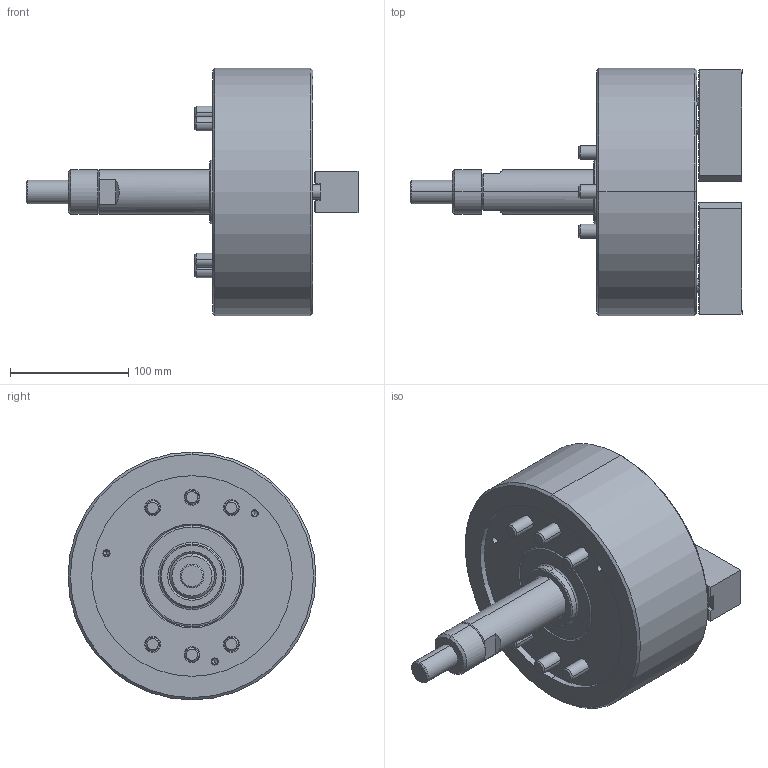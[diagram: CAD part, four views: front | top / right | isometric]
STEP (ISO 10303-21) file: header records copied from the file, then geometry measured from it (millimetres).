
FILE_DESCRIPTION (( 'STEP AP203' ), '1' );
FILE_NAME ('CF-2P-08.STEP', '2019-12-27T08:27:30', ( 'temp' ), ( '' ), 'SwSTEP 2.0', 'SolidWorks 2016', '' );
FILE_SCHEMA (( 'CONFIG_CONTROL_DESIGN' ));
Length unit declared in the file: metre
Products named in the file (12): CF-3P-08-06000; 半圓頭六角孔螺栓_M5x12; CF-2P-08-01000; 圓頭內六角螺栓_M12x30; CF-2P-08-02000; 圓頭內六角螺栓_M12x85; CF-3P-08-08000; CF-2P-08; CF-2P-08-04000; SJ-08; CF-3P-08-05000; CF-3P-08-07000
Assembly tree (23 placements, depth 2):
  CF-2P-08
    CF-2P-08-01000
    CF-2P-08-02000
    CF-3P-08-08000
    CF-2P-08-04000
    SJ-08  x2
    CF-3P-08-05000
    CF-3P-08-07000
    CF-3P-08-06000
    半圓頭六角孔螺栓_M5x12  x4
    圓頭內六角螺栓_M12x30  x4
    圓頭內六角螺栓_M12x85  x6
Bounding box: 281.3 x 210 x 210 mm (x, y, z)
Volume: 2991047.1 mm3; surface area: 342563.4 mm2
Topology: 23 solids, 23 shells, 1709 faces, 4632 edges, 2986 vertices
Faces by surface type: plane 1068, cylinder 448, cone 175, torus 18
Entity records: 29581 total; most frequent: CARTESIAN_POINT 5833, ORIENTED_EDGE 4816, DIRECTION 4413, EDGE_CURVE 2408, VECTOR 1639, LINE 1639, VERTEX_POINT 1567, AXIS2_PLACEMENT_3D 1387
